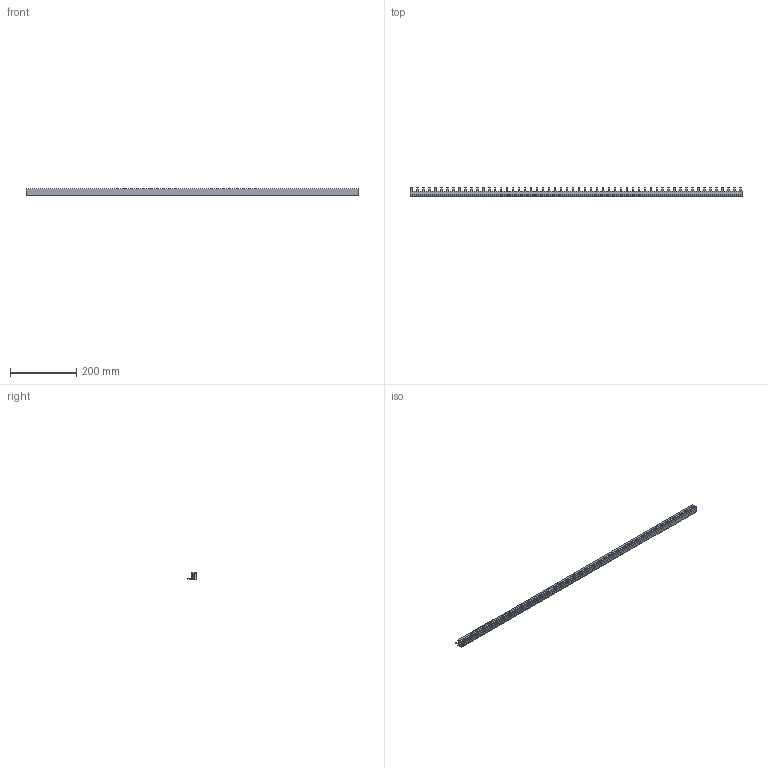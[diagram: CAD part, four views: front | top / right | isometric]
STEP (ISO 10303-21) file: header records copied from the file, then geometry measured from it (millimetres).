
FILE_DESCRIPTION((''),'2;1');
FILE_NAME('ASM0001_ASM','2024-04-27T',('dell'),(''),'PRO/ENGINEER BY PARAMETRIC TECHNOLOGY CORPORATION, 2013230','PRO/ENGINEER BY PARAMETRIC TECHNOLOGY CORPORATION, 2013230','');
FILE_SCHEMA(('AUTOMOTIVE_DESIGN { 1 0 10303 214 1 1 1 1 }'));
Length unit declared in the file: millimetre
Products named in the file (1): ASM0001_ASM
Bounding box: 1000 x 27 x 20.32 mm (x, y, z)
Volume: 208343.8 mm3; surface area: 177893.9 mm2
Topology: 1 solids, 1 shells, 1041 faces, 3005 edges, 1966 vertices
Faces by surface type: plane 668, cylinder 373
Entity records: 34199 total; most frequent: CARTESIAN_POINT 6014, ORIENTED_EDGE 6010, DIRECTION 5917, EDGE_CURVE 3005, VECTOR 2175, LINE 2175, VERTEX_POINT 1966, AXIS2_PLACEMENT_3D 1871
